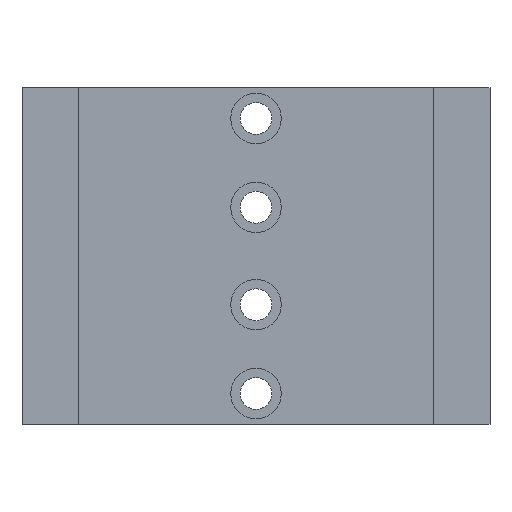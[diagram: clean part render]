
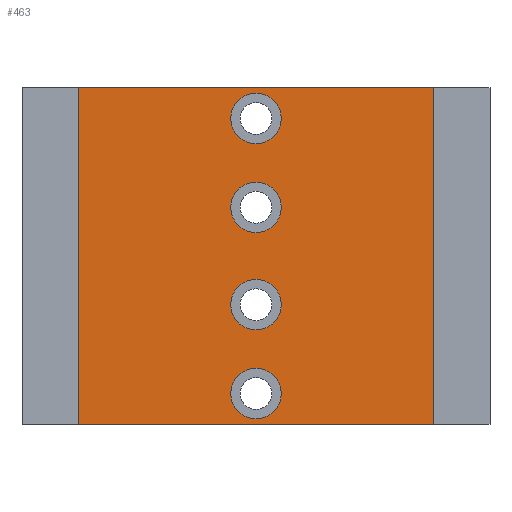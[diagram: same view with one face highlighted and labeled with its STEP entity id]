
A CAD part, front view. The second image highlights one B-rep face of the part: STEP entity #463.
In plain terms, the highlighted planar face has unit normal (0, -1, 0).
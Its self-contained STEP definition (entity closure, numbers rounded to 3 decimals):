
#31=FACE_BOUND('',#108,.T.);
#32=FACE_BOUND('',#109,.T.);
#33=FACE_BOUND('',#110,.T.);
#34=FACE_BOUND('',#111,.T.);
#39=CIRCLE('',#492,5.4);
#42=CIRCLE('',#497,5.4);
#45=CIRCLE('',#502,5.4);
#48=CIRCLE('',#507,5.4);
#73=FACE_OUTER_BOUND('',#107,.T.);
#107=EDGE_LOOP('',(#395,#396,#397,#398));
#108=EDGE_LOOP('',(#399));
#109=EDGE_LOOP('',(#400));
#110=EDGE_LOOP('',(#401));
#111=EDGE_LOOP('',(#402));
#153=LINE('',#768,#197);
#154=LINE('',#771,#198);
#155=LINE('',#773,#199);
#156=LINE('',#774,#200);
#197=VECTOR('',#639,10.);
#198=VECTOR('',#642,10.);
#199=VECTOR('',#643,10.);
#200=VECTOR('',#644,10.);
#221=VERTEX_POINT('',#702);
#224=VERTEX_POINT('',#711);
#227=VERTEX_POINT('',#720);
#230=VERTEX_POINT('',#729);
#239=VERTEX_POINT('',#764);
#240=VERTEX_POINT('',#766);
#241=VERTEX_POINT('',#770);
#242=VERTEX_POINT('',#772);
#266=EDGE_CURVE('',#221,#221,#39,.T.);
#270=EDGE_CURVE('',#224,#224,#42,.T.);
#274=EDGE_CURVE('',#227,#227,#45,.T.);
#278=EDGE_CURVE('',#230,#230,#48,.T.);
#297=EDGE_CURVE('',#239,#240,#153,.T.);
#298=EDGE_CURVE('',#241,#239,#154,.T.);
#299=EDGE_CURVE('',#242,#240,#155,.T.);
#300=EDGE_CURVE('',#241,#242,#156,.T.);
#395=ORIENTED_EDGE('',*,*,#298,.T.);
#396=ORIENTED_EDGE('',*,*,#297,.T.);
#397=ORIENTED_EDGE('',*,*,#299,.F.);
#398=ORIENTED_EDGE('',*,*,#300,.F.);
#399=ORIENTED_EDGE('',*,*,#266,.T.);
#400=ORIENTED_EDGE('',*,*,#270,.T.);
#401=ORIENTED_EDGE('',*,*,#274,.T.);
#402=ORIENTED_EDGE('',*,*,#278,.T.);
#437=PLANE('',#519);
#463=ADVANCED_FACE('',(#73,#31,#32,#33,#34),#437,.T.);
#492=AXIS2_PLACEMENT_3D('',#703,#566,#567);
#497=AXIS2_PLACEMENT_3D('',#712,#577,#578);
#502=AXIS2_PLACEMENT_3D('',#721,#588,#589);
#507=AXIS2_PLACEMENT_3D('',#730,#599,#600);
#519=AXIS2_PLACEMENT_3D('',#769,#640,#641);
#566=DIRECTION('center_axis',(0.,1.,0.));
#567=DIRECTION('ref_axis',(1.,0.,0.));
#577=DIRECTION('center_axis',(0.,1.,0.));
#578=DIRECTION('ref_axis',(1.,0.,0.));
#588=DIRECTION('center_axis',(0.,1.,0.));
#589=DIRECTION('ref_axis',(1.,0.,0.));
#599=DIRECTION('center_axis',(0.,1.,0.));
#600=DIRECTION('ref_axis',(1.,0.,0.));
#639=DIRECTION('',(0.,0.,1.));
#640=DIRECTION('center_axis',(0.,-1.,0.));
#641=DIRECTION('ref_axis',(1.,0.,0.));
#642=DIRECTION('',(1.,0.,0.));
#643=DIRECTION('',(1.,0.,0.));
#644=DIRECTION('',(0.,0.,1.));
#702=CARTESIAN_POINT('',(-5.4,-3.,46.4));
#703=CARTESIAN_POINT('Origin',(0.,-3.,46.4));
#711=CARTESIAN_POINT('',(-5.4,-3.,25.6));
#712=CARTESIAN_POINT('Origin',(0.,-3.,25.6));
#720=CARTESIAN_POINT('',(-5.4,-3.,65.4));
#721=CARTESIAN_POINT('Origin',(0.,-3.,65.4));
#729=CARTESIAN_POINT('',(-5.4,-3.,6.6));
#730=CARTESIAN_POINT('Origin',(0.,-3.,6.6));
#764=CARTESIAN_POINT('',(38.,-3.,0.));
#766=CARTESIAN_POINT('',(38.,-3.,72.));
#768=CARTESIAN_POINT('',(38.,-3.,0.));
#769=CARTESIAN_POINT('Origin',(-38.,-3.,0.));
#770=CARTESIAN_POINT('',(-38.,-3.,0.));
#771=CARTESIAN_POINT('',(-38.,-3.,0.));
#772=CARTESIAN_POINT('',(-38.,-3.,72.));
#773=CARTESIAN_POINT('',(-38.,-3.,72.));
#774=CARTESIAN_POINT('',(-38.,-3.,0.));
